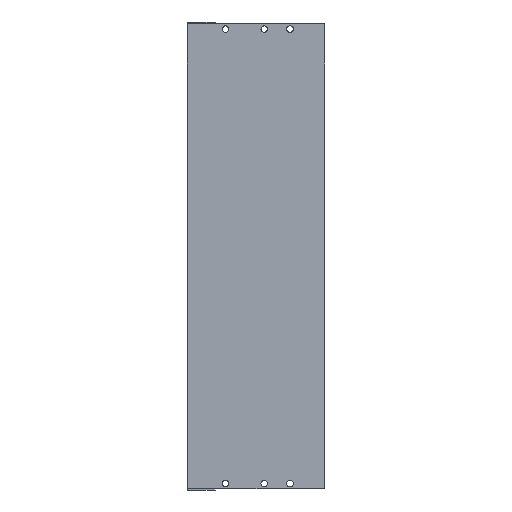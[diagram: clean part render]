
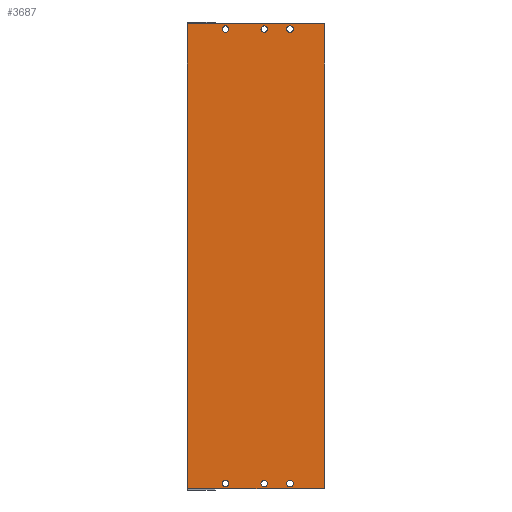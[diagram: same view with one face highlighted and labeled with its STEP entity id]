
A CAD part, front view. The second image highlights one B-rep face of the part: STEP entity #3687.
In plain terms, the highlighted planar face has unit normal (0, -1, 0).
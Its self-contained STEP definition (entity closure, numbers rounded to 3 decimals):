
#85 = EDGE_LOOP ( 'NONE', ( #7405, #12980, #1599, #2463 ) ) ;
#252 = EDGE_CURVE ( 'NONE', #10550, #5638, #12856, .T. ) ;
#346 = FACE_BOUND ( 'NONE', #12840, .T. ) ;
#549 = CIRCLE ( 'NONE', #6376, 2.5 ) ;
#566 = CARTESIAN_POINT ( 'NONE',  ( 79.7, 0., -1.5 ) ) ;
#654 = AXIS2_PLACEMENT_3D ( 'NONE', #14230, #2175, #3290 ) ;
#823 = DIRECTION ( 'NONE',  ( -1., 0., 0. ) ) ;
#966 = DIRECTION ( 'NONE',  ( 0., 0., -1. ) ) ;
#997 = AXIS2_PLACEMENT_3D ( 'NONE', #10014, #9933, #11108 ) ;
#1026 = DIRECTION ( 'NONE',  ( 0., 1., 0. ) ) ;
#1477 = CARTESIAN_POINT ( 'NONE',  ( 106.2, 0., -360.5 ) ) ;
#1511 = DIRECTION ( 'NONE',  ( 0., 0., -1. ) ) ;
#1599 = ORIENTED_EDGE ( 'NONE', *, *, #7057, .T. ) ;
#1671 = CARTESIAN_POINT ( 'NONE',  ( 59.7, 0., -359. ) ) ;
#1807 = CARTESIAN_POINT ( 'NONE',  ( 79.7, 0., -356.5 ) ) ;
#2071 = VECTOR ( 'NONE', #2760, 1000. ) ;
#2175 = DIRECTION ( 'NONE',  ( 0., 1., 0. ) ) ;
#2463 = ORIENTED_EDGE ( 'NONE', *, *, #13940, .T. ) ;
#2545 = EDGE_CURVE ( 'NONE', #9658, #4981, #12386, .T. ) ;
#2552 = CARTESIAN_POINT ( 'NONE',  ( 79.7, 0., -4. ) ) ;
#2610 = AXIS2_PLACEMENT_3D ( 'NONE', #2552, #3745, #7240 ) ;
#2644 = CIRCLE ( 'NONE', #11514, 2.5 ) ;
#2691 = DIRECTION ( 'NONE',  ( 0., 1., 0. ) ) ;
#2693 = ORIENTED_EDGE ( 'NONE', *, *, #8451, .T. ) ;
#2760 = DIRECTION ( 'NONE',  ( 0., 0., -1. ) ) ;
#2770 = AXIS2_PLACEMENT_3D ( 'NONE', #5648, #4515, #13967 ) ;
#2817 = EDGE_LOOP ( 'NONE', ( #2693, #14243 ) ) ;
#2884 = AXIS2_PLACEMENT_3D ( 'NONE', #3080, #9265, #7926 ) ;
#3004 = EDGE_CURVE ( 'NONE', #5912, #15353, #6337, .T. ) ;
#3080 = CARTESIAN_POINT ( 'NONE',  ( 29.7, 0., -356.5 ) ) ;
#3082 = CARTESIAN_POINT ( 'NONE',  ( 29.7, 0., -4. ) ) ;
#3290 = DIRECTION ( 'NONE',  ( 0., 0., -1. ) ) ;
#3463 = EDGE_CURVE ( 'NONE', #15259, #8395, #6864, .T. ) ;
#3687 = ADVANCED_FACE ( 'NONE', ( #14624, #4005, #3929, #14862, #10042, #346, #13516 ), #14702, .T. ) ;
#3745 = DIRECTION ( 'NONE',  ( 0., 1., 0. ) ) ;
#3854 = VECTOR ( 'NONE', #4198, 1000. ) ;
#3909 = EDGE_CURVE ( 'NONE', #11928, #10860, #15236, .T. ) ;
#3929 = FACE_BOUND ( 'NONE', #2817, .T. ) ;
#4005 = FACE_BOUND ( 'NONE', #11507, .T. ) ;
#4031 = CARTESIAN_POINT ( 'NONE',  ( 0.5, 0., 0. ) ) ;
#4160 = EDGE_CURVE ( 'NONE', #13805, #13629, #6133, .T. ) ;
#4177 = ORIENTED_EDGE ( 'NONE', *, *, #3004, .T. ) ;
#4198 = DIRECTION ( 'NONE',  ( 0., 0., 1. ) ) ;
#4261 = AXIS2_PLACEMENT_3D ( 'NONE', #12895, #4263, #8135 ) ;
#4263 = DIRECTION ( 'NONE',  ( 0., 1., 0. ) ) ;
#4307 = ORIENTED_EDGE ( 'NONE', *, *, #11905, .T. ) ;
#4515 = DIRECTION ( 'NONE',  ( 0., 1., 0. ) ) ;
#4876 = CARTESIAN_POINT ( 'NONE',  ( 79.7, 0., -354. ) ) ;
#4919 = CIRCLE ( 'NONE', #2884, 2.5 ) ;
#4981 = VERTEX_POINT ( 'NONE', #5272 ) ;
#5118 = AXIS2_PLACEMENT_3D ( 'NONE', #1807, #2691, #7613 ) ;
#5183 = DIRECTION ( 'NONE',  ( 0., 1., 0. ) ) ;
#5202 = ORIENTED_EDGE ( 'NONE', *, *, #4160, .T. ) ;
#5272 = CARTESIAN_POINT ( 'NONE',  ( 59.7, 0., -6.5 ) ) ;
#5318 = EDGE_CURVE ( 'NONE', #15353, #5912, #549, .T. ) ;
#5376 = CARTESIAN_POINT ( 'NONE',  ( 106.2, 0., -360.5 ) ) ;
#5607 = AXIS2_PLACEMENT_3D ( 'NONE', #11900, #1026, #5883 ) ;
#5638 = VERTEX_POINT ( 'NONE', #13253 ) ;
#5648 = CARTESIAN_POINT ( 'NONE',  ( 59.7, 0., -4. ) ) ;
#5681 = CARTESIAN_POINT ( 'NONE',  ( 0.5, 0., -360.5 ) ) ;
#5694 = CARTESIAN_POINT ( 'NONE',  ( 29.7, 0., -6.5 ) ) ;
#5813 = AXIS2_PLACEMENT_3D ( 'NONE', #12385, #5183, #1511 ) ;
#5859 = VECTOR ( 'NONE', #9025, 1000. ) ;
#5883 = DIRECTION ( 'NONE',  ( 0., 0., -1. ) ) ;
#5912 = VERTEX_POINT ( 'NONE', #5942 ) ;
#5942 = CARTESIAN_POINT ( 'NONE',  ( 29.7, 0., -1.5 ) ) ;
#6060 = DIRECTION ( 'NONE',  ( 0., 1., 0. ) ) ;
#6113 = EDGE_CURVE ( 'NONE', #10860, #11928, #10973, .T. ) ;
#6124 = ORIENTED_EDGE ( 'NONE', *, *, #5318, .T. ) ;
#6133 = CIRCLE ( 'NONE', #5118, 2.5 ) ;
#6337 = CIRCLE ( 'NONE', #15189, 2.5 ) ;
#6376 = AXIS2_PLACEMENT_3D ( 'NONE', #7247, #6060, #966 ) ;
#6638 = DIRECTION ( 'NONE',  ( 0., 1., 0. ) ) ;
#6663 = CARTESIAN_POINT ( 'NONE',  ( 59.7, 0., -1.5 ) ) ;
#6718 = EDGE_CURVE ( 'NONE', #5638, #10550, #4919, .T. ) ;
#6864 = LINE ( 'NONE', #5681, #5859 ) ;
#7046 = CARTESIAN_POINT ( 'NONE',  ( 79.7, 0., -359. ) ) ;
#7057 = EDGE_CURVE ( 'NONE', #11984, #12772, #9171, .T. ) ;
#7106 = EDGE_CURVE ( 'NONE', #13629, #13805, #2644, .T. ) ;
#7240 = DIRECTION ( 'NONE',  ( 0., 0., -1. ) ) ;
#7247 = CARTESIAN_POINT ( 'NONE',  ( 29.7, 0., -4. ) ) ;
#7405 = ORIENTED_EDGE ( 'NONE', *, *, #3463, .T. ) ;
#7532 = VERTEX_POINT ( 'NONE', #12862 ) ;
#7613 = DIRECTION ( 'NONE',  ( 0., 0., -1. ) ) ;
#7757 = CARTESIAN_POINT ( 'NONE',  ( 0.5, 0., -360.5 ) ) ;
#7926 = DIRECTION ( 'NONE',  ( 0., 0., -1. ) ) ;
#7999 = DIRECTION ( 'NONE',  ( 0., 1., 0. ) ) ;
#8135 = DIRECTION ( 'NONE',  ( 0., 0., -1. ) ) ;
#8263 = CIRCLE ( 'NONE', #654, 2.5 ) ;
#8395 = VERTEX_POINT ( 'NONE', #5376 ) ;
#8451 = EDGE_CURVE ( 'NONE', #4981, #9658, #8263, .T. ) ;
#8687 = CARTESIAN_POINT ( 'NONE',  ( 0.5, 0., -360.5 ) ) ;
#8842 = DIRECTION ( 'NONE',  ( 0., -1., 0. ) ) ;
#9025 = DIRECTION ( 'NONE',  ( 1., 0., 0. ) ) ;
#9083 = ORIENTED_EDGE ( 'NONE', *, *, #3909, .T. ) ;
#9171 = LINE ( 'NONE', #15118, #14288 ) ;
#9265 = DIRECTION ( 'NONE',  ( 0., 1., 0. ) ) ;
#9416 = ORIENTED_EDGE ( 'NONE', *, *, #12304, .T. ) ;
#9658 = VERTEX_POINT ( 'NONE', #6663 ) ;
#9867 = CIRCLE ( 'NONE', #5813, 2.5 ) ;
#9933 = DIRECTION ( 'NONE',  ( 0., 1., 0. ) ) ;
#10014 = CARTESIAN_POINT ( 'NONE',  ( 59.7, 0., -356.5 ) ) ;
#10042 = FACE_BOUND ( 'NONE', #15413, .T. ) ;
#10150 = LINE ( 'NONE', #7757, #2071 ) ;
#10183 = CARTESIAN_POINT ( 'NONE',  ( 106.2, 0., 0. ) ) ;
#10520 = CARTESIAN_POINT ( 'NONE',  ( 79.7, 0., -356.5 ) ) ;
#10550 = VERTEX_POINT ( 'NONE', #12074 ) ;
#10633 = ORIENTED_EDGE ( 'NONE', *, *, #6718, .T. ) ;
#10860 = VERTEX_POINT ( 'NONE', #566 ) ;
#10973 = CIRCLE ( 'NONE', #2610, 2.5 ) ;
#11108 = DIRECTION ( 'NONE',  ( 0., 0., -1. ) ) ;
#11426 = AXIS2_PLACEMENT_3D ( 'NONE', #8687, #8842, #13753 ) ;
#11507 = EDGE_LOOP ( 'NONE', ( #6124, #4177 ) ) ;
#11514 = AXIS2_PLACEMENT_3D ( 'NONE', #10520, #6638, #14004 ) ;
#11900 = CARTESIAN_POINT ( 'NONE',  ( 79.7, 0., -4. ) ) ;
#11905 = EDGE_CURVE ( 'NONE', #7532, #13767, #9867, .T. ) ;
#11928 = VERTEX_POINT ( 'NONE', #13654 ) ;
#11984 = VERTEX_POINT ( 'NONE', #10183 ) ;
#12074 = CARTESIAN_POINT ( 'NONE',  ( 29.7, 0., -359. ) ) ;
#12304 = EDGE_CURVE ( 'NONE', #13767, #7532, #14679, .T. ) ;
#12385 = CARTESIAN_POINT ( 'NONE',  ( 59.7, 0., -356.5 ) ) ;
#12386 = CIRCLE ( 'NONE', #2770, 2.5 ) ;
#12592 = ORIENTED_EDGE ( 'NONE', *, *, #6113, .T. ) ;
#12772 = VERTEX_POINT ( 'NONE', #4031 ) ;
#12840 = EDGE_LOOP ( 'NONE', ( #9416, #4307 ) ) ;
#12856 = CIRCLE ( 'NONE', #4261, 2.5 ) ;
#12862 = CARTESIAN_POINT ( 'NONE',  ( 59.7, 0., -354. ) ) ;
#12895 = CARTESIAN_POINT ( 'NONE',  ( 29.7, 0., -356.5 ) ) ;
#12980 = ORIENTED_EDGE ( 'NONE', *, *, #13978, .T. ) ;
#13253 = CARTESIAN_POINT ( 'NONE',  ( 29.7, 0., -354. ) ) ;
#13470 = ORIENTED_EDGE ( 'NONE', *, *, #252, .T. ) ;
#13516 = FACE_BOUND ( 'NONE', #14304, .T. ) ;
#13544 = LINE ( 'NONE', #1477, #3854 ) ;
#13629 = VERTEX_POINT ( 'NONE', #4876 ) ;
#13654 = CARTESIAN_POINT ( 'NONE',  ( 79.7, 0., -6.5 ) ) ;
#13753 = DIRECTION ( 'NONE',  ( 0., 0., -1. ) ) ;
#13767 = VERTEX_POINT ( 'NONE', #1671 ) ;
#13790 = CARTESIAN_POINT ( 'NONE',  ( 0.5, 0., -360.5 ) ) ;
#13805 = VERTEX_POINT ( 'NONE', #7046 ) ;
#13940 = EDGE_CURVE ( 'NONE', #12772, #15259, #10150, .T. ) ;
#13967 = DIRECTION ( 'NONE',  ( 0., 0., -1. ) ) ;
#13978 = EDGE_CURVE ( 'NONE', #8395, #11984, #13544, .T. ) ;
#14004 = DIRECTION ( 'NONE',  ( 0., 0., -1. ) ) ;
#14230 = CARTESIAN_POINT ( 'NONE',  ( 59.7, 0., -4. ) ) ;
#14243 = ORIENTED_EDGE ( 'NONE', *, *, #2545, .T. ) ;
#14288 = VECTOR ( 'NONE', #823, 1000. ) ;
#14304 = EDGE_LOOP ( 'NONE', ( #5202, #15433 ) ) ;
#14624 = FACE_OUTER_BOUND ( 'NONE', #85, .T. ) ;
#14679 = CIRCLE ( 'NONE', #997, 2.5 ) ;
#14702 = PLANE ( 'NONE',  #11426 ) ;
#14862 = FACE_BOUND ( 'NONE', #15336, .T. ) ;
#15118 = CARTESIAN_POINT ( 'NONE',  ( 0.5, 0., 0. ) ) ;
#15189 = AXIS2_PLACEMENT_3D ( 'NONE', #3082, #7999, #15361 ) ;
#15236 = CIRCLE ( 'NONE', #5607, 2.5 ) ;
#15259 = VERTEX_POINT ( 'NONE', #13790 ) ;
#15336 = EDGE_LOOP ( 'NONE', ( #9083, #12592 ) ) ;
#15353 = VERTEX_POINT ( 'NONE', #5694 ) ;
#15361 = DIRECTION ( 'NONE',  ( 0., 0., -1. ) ) ;
#15413 = EDGE_LOOP ( 'NONE', ( #13470, #10633 ) ) ;
#15433 = ORIENTED_EDGE ( 'NONE', *, *, #7106, .T. ) ;
